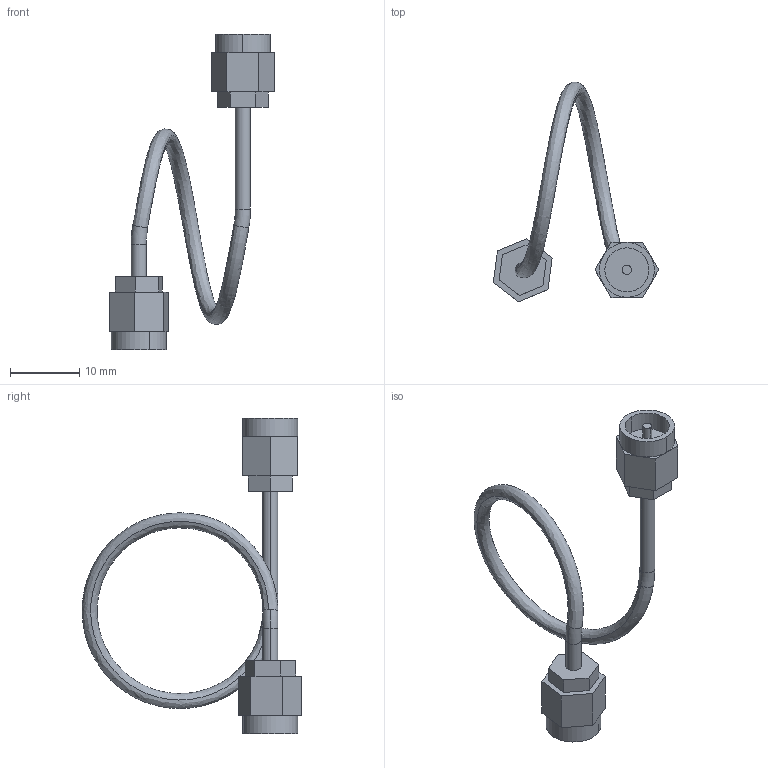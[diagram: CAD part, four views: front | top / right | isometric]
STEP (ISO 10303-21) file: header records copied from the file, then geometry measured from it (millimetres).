
FILE_DESCRIPTION (( 'STEP AP214' ), '1' );
FILE_NAME ('a1_50K-4K_SS_Coax_LeftLoop_assembly.STEP', '2025-12-05T10:42:46', ( '' ), ( '' ), 'SwSTEP 2.0', 'SolidWorks 2018', '' );
FILE_SCHEMA (( 'AUTOMOTIVE_DESIGN' ));
Length unit declared in the file: millimetre
Products named in the file (3): a1_50K-4K_SS_Coax_LeftLoop_assembly; a1_50K-4K_SS_Coax_LeftLoop; SMAMaleConnector_CoaxCo_AX-219P-AT
Assembly tree (3 placements, depth 2):
  a1_50K-4K_SS_Coax_LeftLoop_assembly
    a1_50K-4K_SS_Coax_LeftLoop
    SMAMaleConnector_CoaxCo_AX-219P-AT  x2
Bounding box: 23.82 x 31.63 x 45.47 mm (x, y, z)
Volume: 1269.4 mm3; surface area: 1640.2 mm2
Topology: 3 solids, 3 shells, 60 faces, 132 edges, 86 vertices
Faces by surface type: plane 38, cylinder 16, torus 4, bspline 2
Entity records: 1982 total; most frequent: CARTESIAN_POINT 1062, DIRECTION 186, ORIENTED_EDGE 156, EDGE_CURVE 78, AXIS2_PLACEMENT_3D 70, VERTEX_POINT 50, VECTOR 46, LINE 46
